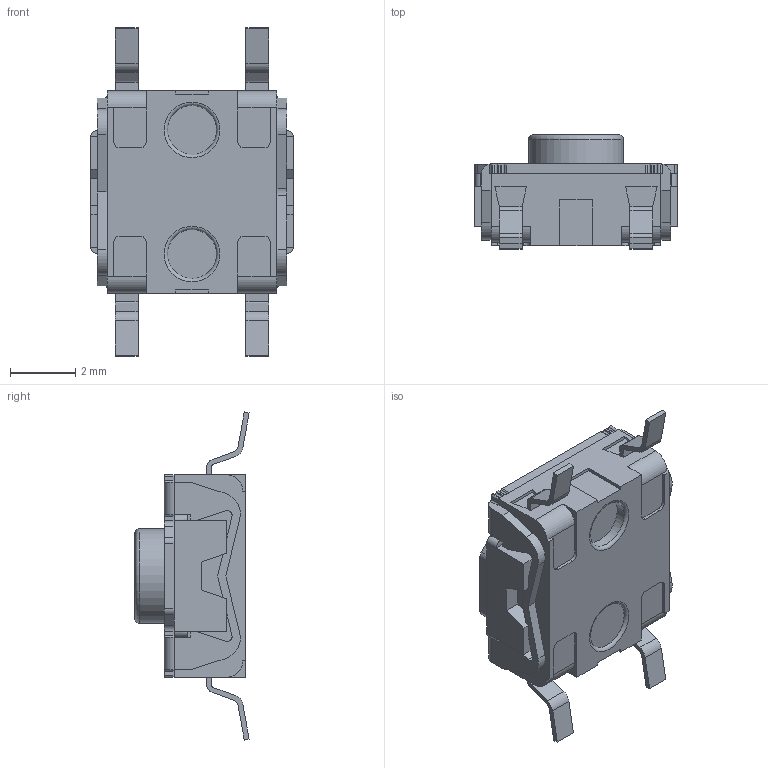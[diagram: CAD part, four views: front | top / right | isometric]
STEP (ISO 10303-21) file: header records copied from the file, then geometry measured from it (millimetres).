
FILE_DESCRIPTION(/* description */ (''),/* implementation_level */ '2;1');
FILE_NAME(/* name */ 'TL6150AFxxxQG.stp',/* time_stamp */ '2020-12-21T14:36:44-06:00',/* author */ ('mroman'),/* organization */ (''),/* preprocessor_version */ 'ST-DEVELOPER v18',/* originating_system */ 'Autodesk Inventor 2020',/* authorisation */ '');
FILE_SCHEMA (('AUTOMOTIVE_DESIGN { 1 0 10303 214 3 1 1 }'));
Length unit declared in the file: millimetre
Products named in the file (1): TL6150AFxxxQG
Bounding box: 6.2 x 3.5 x 10.05 mm (x, y, z)
Volume: 93.4 mm3; surface area: 176.5 mm2
Topology: 1 solids, 1 shells, 306 faces, 841 edges, 545 vertices
Faces by surface type: plane 211, cylinder 92, torus 3
Full cylindrical faces by diameter (mm): 1.5 x1, 2.9 x1, 3 x1
Entity records: 9746 total; most frequent: CARTESIAN_POINT 1765, ORIENTED_EDGE 1682, DIRECTION 1647, EDGE_CURVE 841, LINE 633, VECTOR 633, VERTEX_POINT 545, AXIS2_PLACEMENT_3D 507
